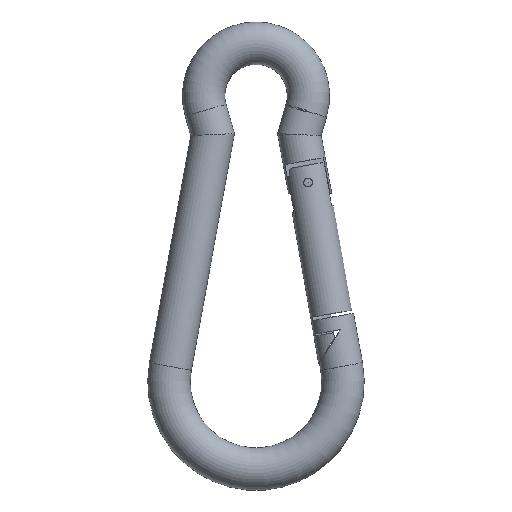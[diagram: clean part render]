
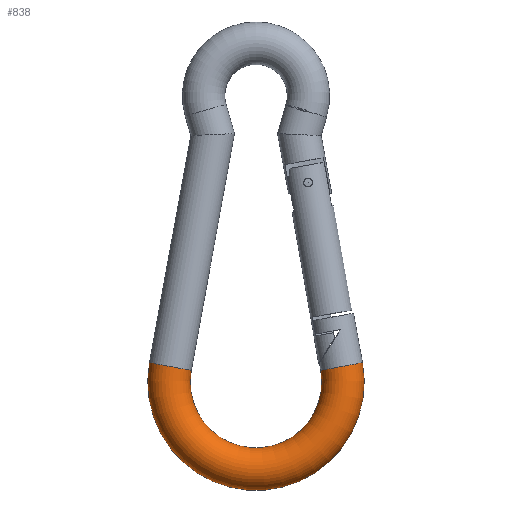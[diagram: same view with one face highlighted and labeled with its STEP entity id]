
A CAD part, left-side view. The second image highlights one B-rep face of the part: STEP entity #838.
In plain terms, the highlighted toroidal (fillet/blend) face has major radius 15.915 mm and minor radius 3.885 mm.
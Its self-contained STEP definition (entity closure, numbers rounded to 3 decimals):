
#20=TOROIDAL_SURFACE('',#920,15.915,3.885);
#63=FACE_OUTER_BOUND('',#107,.T.);
#107=EDGE_LOOP('',(#623,#624,#625,#626,#627,#628,#629));
#300=CIRCLE('',#918,3.885);
#301=CIRCLE('',#919,3.885);
#302=CIRCLE('',#921,3.885);
#303=CIRCLE('',#922,3.885);
#304=CIRCLE('',#923,12.03);
#305=CIRCLE('',#924,3.885);
#370=VERTEX_POINT('',#1421);
#371=VERTEX_POINT('',#1423);
#372=VERTEX_POINT('',#1427);
#373=VERTEX_POINT('',#1428);
#374=VERTEX_POINT('',#1430);
#471=EDGE_CURVE('',#371,#370,#300,.T.);
#472=EDGE_CURVE('',#370,#371,#301,.T.);
#473=EDGE_CURVE('',#372,#373,#302,.T.);
#474=EDGE_CURVE('',#374,#372,#303,.T.);
#475=EDGE_CURVE('',#374,#370,#304,.T.);
#476=EDGE_CURVE('',#373,#374,#305,.T.);
#623=ORIENTED_EDGE('',*,*,#473,.F.);
#624=ORIENTED_EDGE('',*,*,#474,.F.);
#625=ORIENTED_EDGE('',*,*,#475,.T.);
#626=ORIENTED_EDGE('',*,*,#472,.T.);
#627=ORIENTED_EDGE('',*,*,#471,.T.);
#628=ORIENTED_EDGE('',*,*,#475,.F.);
#629=ORIENTED_EDGE('',*,*,#476,.F.);
#838=ADVANCED_FACE('',(#63),#20,.T.);
#918=AXIS2_PLACEMENT_3D('',#1424,#1069,#1070);
#919=AXIS2_PLACEMENT_3D('',#1425,#1071,#1072);
#920=AXIS2_PLACEMENT_3D('',#1426,#1073,#1074);
#921=AXIS2_PLACEMENT_3D('',#1429,#1075,#1076);
#922=AXIS2_PLACEMENT_3D('',#1431,#1077,#1078);
#923=AXIS2_PLACEMENT_3D('',#1432,#1079,#1080);
#924=AXIS2_PLACEMENT_3D('',#1433,#1081,#1082);
#1069=DIRECTION('center_axis',(0.,-0.179,-0.984));
#1070=DIRECTION('ref_axis',(1.,0.,0.));
#1071=DIRECTION('center_axis',(0.,-0.179,-0.984));
#1072=DIRECTION('ref_axis',(1.,0.,0.));
#1073=DIRECTION('center_axis',(1.,0.,0.));
#1074=DIRECTION('ref_axis',(0.,0.,
-1.));
#1075=DIRECTION('center_axis',(0.,-0.179,
0.984));
#1076=DIRECTION('ref_axis',(1.,0.,0.));
#1077=DIRECTION('center_axis',(0.,-0.179,
0.984));
#1078=DIRECTION('ref_axis',(1.,0.,0.));
#1079=DIRECTION('center_axis',(-1.,0.,0.));
#1080=DIRECTION('ref_axis',(0.,0.,
-1.));
#1081=DIRECTION('center_axis',(0.,-0.179,
0.984));
#1082=DIRECTION('ref_axis',(1.,0.,0.));
#1421=CARTESIAN_POINT('',(0.,-11.835,-50.245));
#1423=CARTESIAN_POINT('',(3.885,-15.657,-49.548));
#1424=CARTESIAN_POINT('Origin',(0.,-15.657,-49.548));
#1425=CARTESIAN_POINT('Origin',(0.,-15.657,-49.548));
#1426=CARTESIAN_POINT('Origin',(0.,0.,-52.4));
#1427=CARTESIAN_POINT('',(3.885,15.657,-49.548));
#1428=CARTESIAN_POINT('',(0.,19.48,-48.852));
#1429=CARTESIAN_POINT('Origin',(0.,15.657,
-49.548));
#1430=CARTESIAN_POINT('',(0.,11.835,-50.245));
#1431=CARTESIAN_POINT('Origin',(0.,15.657,
-49.548));
#1432=CARTESIAN_POINT('Origin',(0.,0.,
-52.4));
#1433=CARTESIAN_POINT('Origin',(0.,15.657,
-49.548));
